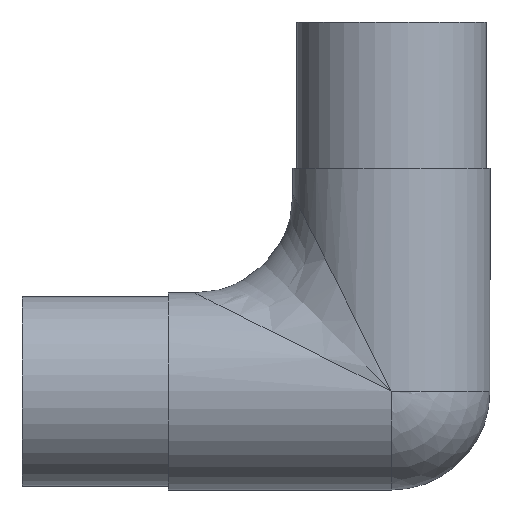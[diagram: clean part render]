
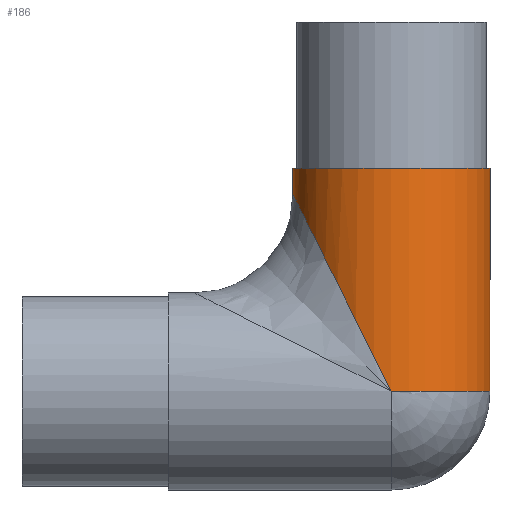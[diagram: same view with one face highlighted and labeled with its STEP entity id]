
A CAD part, front view. The second image highlights one B-rep face of the part: STEP entity #186.
In plain terms, the highlighted cylindrical face has radius 16.85 mm (diameter 33.7 mm), a partial arc.
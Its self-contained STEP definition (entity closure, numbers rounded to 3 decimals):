
#10 = DIRECTION ( 'NONE',  ( 0., 0., 1. ) ) ;
#24 = DIRECTION ( 'NONE',  ( 0., 0., 1. ) ) ;
#93 = CARTESIAN_POINT ( 'NONE',  ( -16.85, 0., 33.7 ) ) ;
#97 = DIRECTION ( 'NONE',  ( -1., 0., 0. ) ) ;
#112 = CARTESIAN_POINT ( 'NONE',  ( -9.871, -16.85, 19.741 ) ) ;
#131 = VERTEX_POINT ( 'NONE', #327 ) ;
#160 = AXIS2_PLACEMENT_3D ( 'NONE', #548, #1030, #97 ) ;
#186 = ADVANCED_FACE ( 'NONE', ( #990 ), #906, .T. ) ;
#230 = ORIENTED_EDGE ( 'NONE', *, *, #1187, .T. ) ;
#237 = EDGE_CURVE ( 'NONE', #131, #629, #793, .T. ) ;
#257 =( BOUNDED_CURVE ( )  B_SPLINE_CURVE ( 3, ( #93, #757, #112, #1017 ),
 .UNSPECIFIED., .F., .F. ) 
 B_SPLINE_CURVE_WITH_KNOTS ( ( 4, 4 ),
 ( 0., 1.571 ),
 .UNSPECIFIED. ) 
 CURVE ( )  GEOMETRIC_REPRESENTATION_ITEM ( )  RATIONAL_B_SPLINE_CURVE ( ( 1., 0.805, 0.805, 1. ) ) 
 REPRESENTATION_ITEM ( '' )  );
#285 = ORIENTED_EDGE ( 'NONE', *, *, #1025, .F. ) ;
#294 = VERTEX_POINT ( 'NONE', #1113 ) ;
#327 = CARTESIAN_POINT ( 'NONE',  ( 16.85, 0., 0. ) ) ;
#413 = CARTESIAN_POINT ( 'NONE',  ( 0., 0., -18.635 ) ) ;
#477 = EDGE_CURVE ( 'NONE', #294, #702, #257, .T. ) ;
#541 = CIRCLE ( 'NONE', #160, 16.85 ) ;
#544 = CARTESIAN_POINT ( 'NONE',  ( 0., 0., 0. ) ) ;
#548 = CARTESIAN_POINT ( 'NONE',  ( 0., 0., 38.2 ) ) ;
#568 = ORIENTED_EDGE ( 'NONE', *, *, #701, .T. ) ;
#577 = CARTESIAN_POINT ( 'NONE',  ( 0., -16.85, 0. ) ) ;
#591 = CIRCLE ( 'NONE', #821, 16.85 ) ;
#629 = VERTEX_POINT ( 'NONE', #718 ) ;
#701 = EDGE_CURVE ( 'NONE', #629, #812, #541, .T. ) ;
#702 = VERTEX_POINT ( 'NONE', #577 ) ;
#718 = CARTESIAN_POINT ( 'NONE',  ( 16.85, 0., 38.2 ) ) ;
#727 = VECTOR ( 'NONE', #24, 1000. ) ;
#754 = CARTESIAN_POINT ( 'NONE',  ( 16.85, 0., -18.635 ) ) ;
#757 = CARTESIAN_POINT ( 'NONE',  ( -16.85, -9.871, 33.7 ) ) ;
#788 = CARTESIAN_POINT ( 'NONE',  ( -16.85, 0., 38.2 ) ) ;
#789 = DIRECTION ( 'NONE',  ( 0., 0., 1. ) ) ;
#793 = LINE ( 'NONE', #754, #795 ) ;
#795 = VECTOR ( 'NONE', #928, 1000. ) ;
#812 = VERTEX_POINT ( 'NONE', #788 ) ;
#821 = AXIS2_PLACEMENT_3D ( 'NONE', #544, #10, #1022 ) ;
#898 = DIRECTION ( 'NONE',  ( 1., 0., 0. ) ) ;
#906 = CYLINDRICAL_SURFACE ( 'NONE', #974, 16.85 ) ;
#928 = DIRECTION ( 'NONE',  ( 0., 0., 1. ) ) ;
#958 = EDGE_LOOP ( 'NONE', ( #285, #976, #230, #1174, #568 ) ) ;
#974 = AXIS2_PLACEMENT_3D ( 'NONE', #413, #789, #898 ) ;
#976 = ORIENTED_EDGE ( 'NONE', *, *, #477, .T. ) ;
#990 = FACE_OUTER_BOUND ( 'NONE', #958, .T. ) ;
#1017 = CARTESIAN_POINT ( 'NONE',  ( 0., -16.85, 0. ) ) ;
#1022 = DIRECTION ( 'NONE',  ( 1., 0., 0. ) ) ;
#1025 = EDGE_CURVE ( 'NONE', #294, #812, #1050, .T. ) ;
#1030 = DIRECTION ( 'NONE',  ( 0., 0., -1. ) ) ;
#1050 = LINE ( 'NONE', #1135, #727 ) ;
#1113 = CARTESIAN_POINT ( 'NONE',  ( -16.85, 0., 33.7 ) ) ;
#1135 = CARTESIAN_POINT ( 'NONE',  ( -16.85, 0., -18.635 ) ) ;
#1174 = ORIENTED_EDGE ( 'NONE', *, *, #237, .T. ) ;
#1187 = EDGE_CURVE ( 'NONE', #702, #131, #591, .T. ) ;
